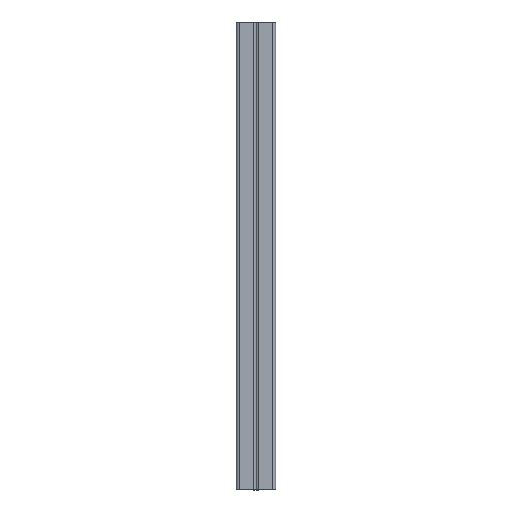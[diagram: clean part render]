
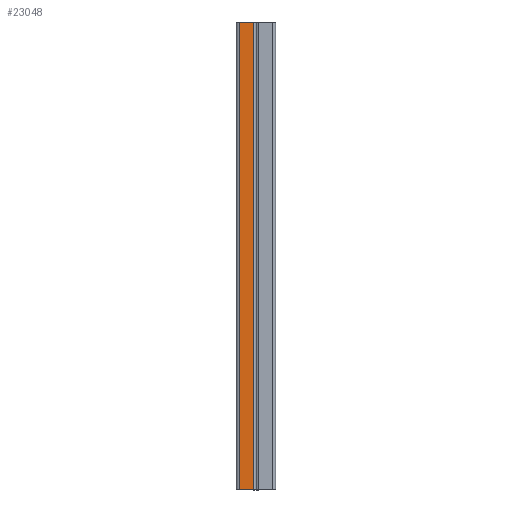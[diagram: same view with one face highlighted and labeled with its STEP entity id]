
A CAD part, left-side view. The second image highlights one B-rep face of the part: STEP entity #23048.
In plain terms, the highlighted planar face has unit normal (-1, 0, 0).
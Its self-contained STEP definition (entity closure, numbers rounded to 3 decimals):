
#1062 = CARTESIAN_POINT ( 'NONE',  ( -20.5, 3., -250. ) ) ;
#1255 = DIRECTION ( 'NONE',  ( 0., 0., 1. ) ) ;
#1463 = CARTESIAN_POINT ( 'NONE',  ( -20.5, 0., -500. ) ) ;
#1524 = CARTESIAN_POINT ( 'NONE',  ( -20.5, 18., 0. ) ) ;
#1628 = CARTESIAN_POINT ( 'NONE',  ( -20.5, 18., -500. ) ) ;
#1718 = CARTESIAN_POINT ( 'NONE',  ( -20.5, 3., -500. ) ) ;
#5202 = DIRECTION ( 'NONE',  ( 0., 1., 0. ) ) ;
#6998 = ORIENTED_EDGE ( 'NONE', *, *, #10911, .T. ) ;
#7551 = VECTOR ( 'NONE', #5202, 1000. ) ;
#7745 = CARTESIAN_POINT ( 'NONE',  ( -20.5, 0., 0. ) ) ;
#8048 = VERTEX_POINT ( 'NONE', #1628 ) ;
#8051 = VECTOR ( 'NONE', #18898, 1000. ) ;
#8242 = LINE ( 'NONE', #1463, #21692 ) ;
#8612 = AXIS2_PLACEMENT_3D ( 'NONE', #21779, #19856, #24003 ) ;
#10638 = LINE ( 'NONE', #7745, #7551 ) ;
#10890 = ORIENTED_EDGE ( 'NONE', *, *, #18949, .T. ) ;
#10911 = EDGE_CURVE ( 'NONE', #28104, #12960, #17568, .T. ) ;
#12071 = ORIENTED_EDGE ( 'NONE', *, *, #14108, .F. ) ;
#12937 = EDGE_LOOP ( 'NONE', ( #10890, #27781, #12071, #6998 ) ) ;
#12960 = VERTEX_POINT ( 'NONE', #18074 ) ;
#14108 = EDGE_CURVE ( 'NONE', #28104, #8048, #8242, .T. ) ;
#14856 = FACE_OUTER_BOUND ( 'NONE', #12937, .T. ) ;
#15195 = PLANE ( 'NONE',  #8612 ) ;
#16943 = DIRECTION ( 'NONE',  ( 0., 1., 0. ) ) ;
#17568 = LINE ( 'NONE', #1062, #28638 ) ;
#17757 = EDGE_CURVE ( 'NONE', #8048, #21029, #25658, .T. ) ;
#18074 = CARTESIAN_POINT ( 'NONE',  ( -20.5, 3., 0. ) ) ;
#18898 = DIRECTION ( 'NONE',  ( 0., 0., 1. ) ) ;
#18949 = EDGE_CURVE ( 'NONE', #12960, #21029, #10638, .T. ) ;
#19856 = DIRECTION ( 'NONE',  ( 1., 0., 0. ) ) ;
#21029 = VERTEX_POINT ( 'NONE', #1524 ) ;
#21692 = VECTOR ( 'NONE', #16943, 1000. ) ;
#21779 = CARTESIAN_POINT ( 'NONE',  ( -20.5, 0., -250. ) ) ;
#23048 = ADVANCED_FACE ( 'NONE', ( #14856 ), #15195, .F. ) ;
#24003 = DIRECTION ( 'NONE',  ( 0., 0., -1. ) ) ;
#25658 = LINE ( 'NONE', #27607, #8051 ) ;
#27607 = CARTESIAN_POINT ( 'NONE',  ( -20.5, 18., -250. ) ) ;
#27781 = ORIENTED_EDGE ( 'NONE', *, *, #17757, .F. ) ;
#28104 = VERTEX_POINT ( 'NONE', #1718 ) ;
#28638 = VECTOR ( 'NONE', #1255, 1000. ) ;
